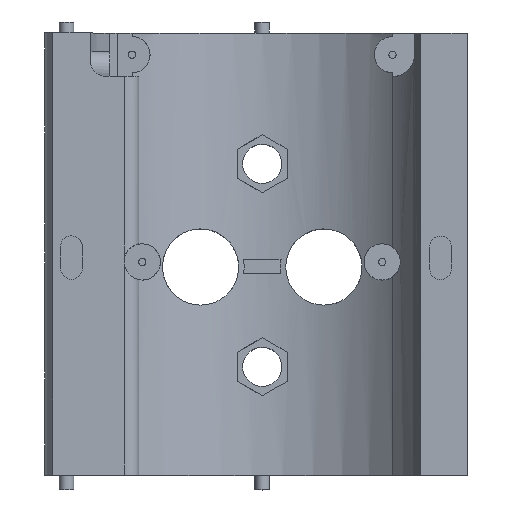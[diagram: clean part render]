
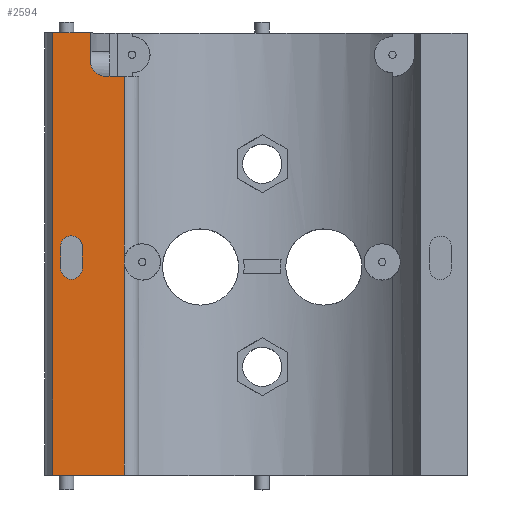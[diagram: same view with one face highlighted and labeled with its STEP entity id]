
A CAD part, top view. The second image highlights one B-rep face of the part: STEP entity #2594.
In plain terms, the highlighted planar face has unit normal (0, 0, 1).
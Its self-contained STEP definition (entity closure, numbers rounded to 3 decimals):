
#311=CARTESIAN_POINT('',(-108.914,61.,8.));
#312=VERTEX_POINT('',#311);
#320=CARTESIAN_POINT('',(-103.685,61.,8.));
#321=VERTEX_POINT('',#320);
#322=CARTESIAN_POINT('',(-103.685,61.,8.));
#323=DIRECTION('',(-1.,0.,0.));
#324=VECTOR('',#323,5.228);
#325=LINE('',#322,#324);
#326=EDGE_CURVE('',#321,#312,#325,.T.);
#1149=CARTESIAN_POINT('',(-103.685,57.,8.));
#1150=VERTEX_POINT('',#1149);
#1151=CARTESIAN_POINT('',(-103.685,57.,8.));
#1152=DIRECTION('',(0.,1.,0.));
#1153=VECTOR('',#1152,4.);
#1154=LINE('',#1151,#1153);
#1155=EDGE_CURVE('',#1150,#321,#1154,.T.);
#2472=CARTESIAN_POINT('',(-105.78,0.,8.));
#2473=DIRECTION('',(0.,0.,-1.));
#2474=DIRECTION('',(-1.,0.,0.));
#2475=AXIS2_PLACEMENT_3D('',#2472,#2473,#2474);
#2476=PLANE('',#2475);
#2477=CARTESIAN_POINT('',(-99.,29.929,8.));
#2478=VERTEX_POINT('',#2477);
#2479=CARTESIAN_POINT('',(-99.,28.946,8.));
#2480=VERTEX_POINT('',#2479);
#2481=CARTESIAN_POINT('',(-96.549,29.437,8.));
#2482=DIRECTION('',(-0.,-0.,1.));
#2483=DIRECTION('',(-1.,0.,0.));
#2484=AXIS2_PLACEMENT_3D('',#2481,#2482,#2483);
#2485=CIRCLE('',#2484,2.5);
#2486=EDGE_CURVE('',#2478,#2480,#2485,.T.);
#2487=ORIENTED_EDGE('',*,*,#2486,.F.);
#2488=CARTESIAN_POINT('',(-99.,55.,8.));
#2489=VERTEX_POINT('',#2488);
#2490=CARTESIAN_POINT('',(-99.,29.929,8.));
#2491=DIRECTION('',(0.,1.,0.));
#2492=VECTOR('',#2491,25.071);
#2493=LINE('',#2490,#2492);
#2494=EDGE_CURVE('',#2478,#2489,#2493,.T.);
#2495=ORIENTED_EDGE('',*,*,#2494,.T.);
#2496=CARTESIAN_POINT('',(-101.564,55.,8.));
#2497=VERTEX_POINT('',#2496);
#2498=CARTESIAN_POINT('',(-99.,55.,8.));
#2499=DIRECTION('',(-1.,0.,0.));
#2500=VECTOR('',#2499,2.564);
#2501=LINE('',#2498,#2500);
#2502=EDGE_CURVE('',#2489,#2497,#2501,.T.);
#2503=ORIENTED_EDGE('',*,*,#2502,.T.);
#2504=CARTESIAN_POINT('',(-101.564,55.,8.));
#2505=CARTESIAN_POINT('',(-101.7,55.,8.));
#2506=CARTESIAN_POINT('',(-101.834,55.012,8.));
#2507=CARTESIAN_POINT('',(-101.966,55.036,8.));
#2508=CARTESIAN_POINT('',(-102.098,55.06,8.));
#2509=CARTESIAN_POINT('',(-102.229,55.096,8.));
#2510=CARTESIAN_POINT('',(-102.356,55.144,8.));
#2511=CARTESIAN_POINT('',(-102.483,55.192,8.));
#2512=CARTESIAN_POINT('',(-102.604,55.25,8.));
#2513=CARTESIAN_POINT('',(-102.718,55.32,8.));
#2514=CARTESIAN_POINT('',(-102.833,55.39,8.));
#2515=CARTESIAN_POINT('',(-102.942,55.472,8.));
#2516=CARTESIAN_POINT('',(-103.042,55.563,8.));
#2517=CARTESIAN_POINT('',(-103.142,55.654,8.));
#2518=CARTESIAN_POINT('',(-103.231,55.754,8.));
#2519=CARTESIAN_POINT('',(-103.311,55.863,8.));
#2520=CARTESIAN_POINT('',(-103.39,55.971,8.));
#2521=CARTESIAN_POINT('',(-103.46,56.09,8.));
#2522=CARTESIAN_POINT('',(-103.515,56.213,8.));
#2523=CARTESIAN_POINT('',(-103.57,56.335,8.));
#2524=CARTESIAN_POINT('',(-103.613,56.463,8.));
#2525=CARTESIAN_POINT('',(-103.642,56.595,8.));
#2526=CARTESIAN_POINT('',(-103.671,56.727,8.));
#2527=CARTESIAN_POINT('',(-103.685,56.864,8.));
#2528=CARTESIAN_POINT('',(-103.685,57.,8.));
#2529=B_SPLINE_CURVE_WITH_KNOTS('',3,(#2504,#2505,#2506,#2507,#2508,#2509,#2510,#2511,#2512,#2513,#2514,#2515,#2516,#2517,#2518,#2519,#2520,#2521,#2522,#2523,#2524,#2525,#2526,#2527,#2528),.UNSPECIFIED.,.F.,.F.,(4,3,3,3,3,3,3,3,4),(0.,0.,0.001,0.001,0.002,0.002,0.002,0.003,0.003),.UNSPECIFIED.);
#2530=EDGE_CURVE('',#2497,#1150,#2529,.T.);
#2531=ORIENTED_EDGE('',*,*,#2530,.T.);
#2532=ORIENTED_EDGE('',*,*,#1155,.T.);
#2533=ORIENTED_EDGE('',*,*,#326,.T.);
#2534=CARTESIAN_POINT('',(-108.914,0.,8.));
#2535=VERTEX_POINT('',#2534);
#2536=CARTESIAN_POINT('',(-108.914,0.,8.));
#2537=DIRECTION('',(0.,1.,0.));
#2538=VECTOR('',#2537,61.);
#2539=LINE('',#2536,#2538);
#2540=EDGE_CURVE('',#2535,#312,#2539,.T.);
#2541=ORIENTED_EDGE('',*,*,#2540,.F.);
#2542=CARTESIAN_POINT('',(-99.,0.,8.));
#2543=VERTEX_POINT('',#2542);
#2544=CARTESIAN_POINT('',(-99.,0.,8.));
#2545=DIRECTION('',(-1.,0.,0.));
#2546=VECTOR('',#2545,9.914);
#2547=LINE('',#2544,#2546);
#2548=EDGE_CURVE('',#2543,#2535,#2547,.T.);
#2549=ORIENTED_EDGE('',*,*,#2548,.F.);
#2550=CARTESIAN_POINT('',(-99.,0.,8.));
#2551=DIRECTION('',(0.,1.,0.));
#2552=VECTOR('',#2551,28.946);
#2553=LINE('',#2550,#2552);
#2554=EDGE_CURVE('',#2543,#2480,#2553,.T.);
#2555=ORIENTED_EDGE('',*,*,#2554,.T.);
#2556=EDGE_LOOP('',(#2487,#2495,#2503,#2531,#2532,#2533,#2541,#2549,#2555));
#2557=FACE_BOUND('',#2556,.T.);
#2558=CARTESIAN_POINT('',(-104.807,28.5,8.));
#2559=VERTEX_POINT('',#2558);
#2560=CARTESIAN_POINT('',(-107.807,28.5,8.));
#2561=VERTEX_POINT('',#2560);
#2562=CARTESIAN_POINT('',(-106.307,28.5,8.));
#2563=DIRECTION('',(0.,0.,-1.));
#2564=DIRECTION('',(-1.,0.,0.));
#2565=AXIS2_PLACEMENT_3D('',#2562,#2563,#2564);
#2566=CIRCLE('',#2565,1.5);
#2567=EDGE_CURVE('',#2559,#2561,#2566,.T.);
#2568=ORIENTED_EDGE('',*,*,#2567,.T.);
#2569=CARTESIAN_POINT('',(-107.807,31.5,8.));
#2570=VERTEX_POINT('',#2569);
#2571=CARTESIAN_POINT('',(-107.807,31.5,8.));
#2572=DIRECTION('',(-0.,-1.,0.));
#2573=VECTOR('',#2572,3.);
#2574=LINE('',#2571,#2573);
#2575=EDGE_CURVE('',#2570,#2561,#2574,.T.);
#2576=ORIENTED_EDGE('',*,*,#2575,.F.);
#2577=CARTESIAN_POINT('',(-104.807,31.5,8.));
#2578=VERTEX_POINT('',#2577);
#2579=CARTESIAN_POINT('',(-107.807,31.5,8.));
#2580=CARTESIAN_POINT('',(-107.807,34.5,8.));
#2581=CARTESIAN_POINT('',(-104.807,34.5,8.));
#2582=CARTESIAN_POINT('',(-104.807,31.5,8.));
#2583=(BOUNDED_CURVE()
B_SPLINE_CURVE(3,(#2579,#2580,#2581,#2582),.UNSPECIFIED.,.F.,.F.)
B_SPLINE_CURVE_WITH_KNOTS((4,4),(0.,1.),.UNSPECIFIED.)
CURVE()
GEOMETRIC_REPRESENTATION_ITEM()
RATIONAL_B_SPLINE_CURVE((1.,0.333,0.333,1.))
REPRESENTATION_ITEM(''));
#2584=EDGE_CURVE('',#2570,#2578,#2583,.T.);
#2585=ORIENTED_EDGE('',*,*,#2584,.T.);
#2586=CARTESIAN_POINT('',(-104.807,28.5,8.));
#2587=DIRECTION('',(0.,1.,0.));
#2588=VECTOR('',#2587,3.);
#2589=LINE('',#2586,#2588);
#2590=EDGE_CURVE('',#2559,#2578,#2589,.T.);
#2591=ORIENTED_EDGE('',*,*,#2590,.F.);
#2592=EDGE_LOOP('',(#2568,#2576,#2585,#2591));
#2593=FACE_BOUND('',#2592,.T.);
#2594=ADVANCED_FACE('',(#2557,#2593),#2476,.F.);
